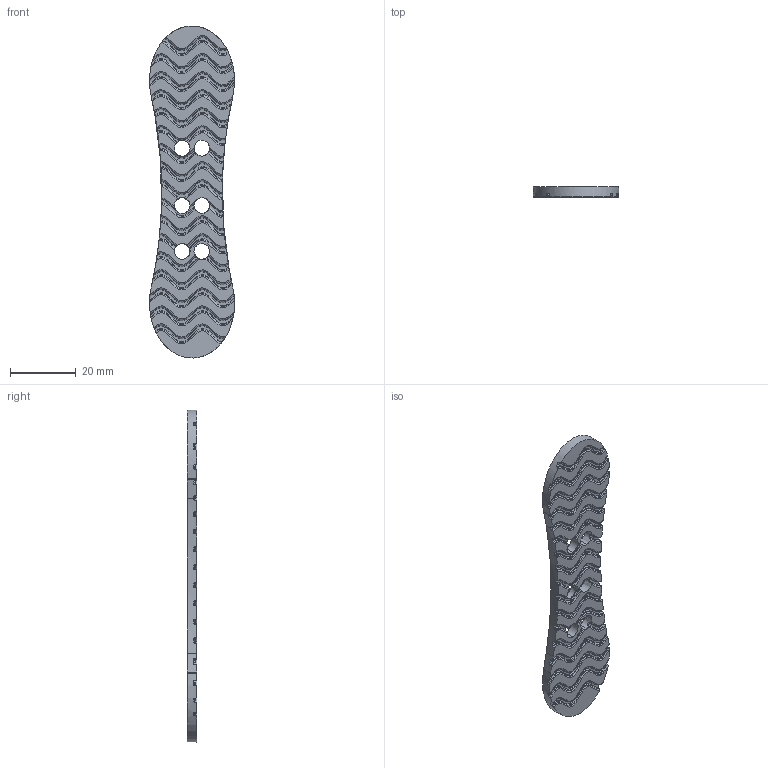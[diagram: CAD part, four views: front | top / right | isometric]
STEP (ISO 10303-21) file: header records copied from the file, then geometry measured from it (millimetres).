
FILE_DESCRIPTION (( 'STEP AP203' ), '1' );
FILE_NAME ('BR01_NARROWBOOT_ARCH_BOTTOM.STEP', '2023-08-10T19:58:29', ( '' ), ( '' ), 'SwSTEP 2.0', 'SolidWorks 2021', '' );
FILE_SCHEMA (( 'CONFIG_CONTROL_DESIGN' ));
Length unit declared in the file: millimetre
Products named in the file (1): BR01_NARROWBOOT_ARCH_BOTTOM
Bounding box: 26 x 3 x 101.37 mm (x, y, z)
Volume: 5539.4 mm3; surface area: 5562.4 mm2
Topology: 1 solids, 1 shells, 201 faces, 615 edges, 410 vertices
Faces by surface type: bspline 155, plane 46
Entity records: 34283 total; most frequent: CARTESIAN_POINT 30221, ORIENTED_EDGE 1230, EDGE_CURVE 615, B_SPLINE_CURVE_WITH_KNOTS 493, VERTEX_POINT 410, DIRECTION 216, EDGE_LOOP 207, FACE_OUTER_BOUND 201
